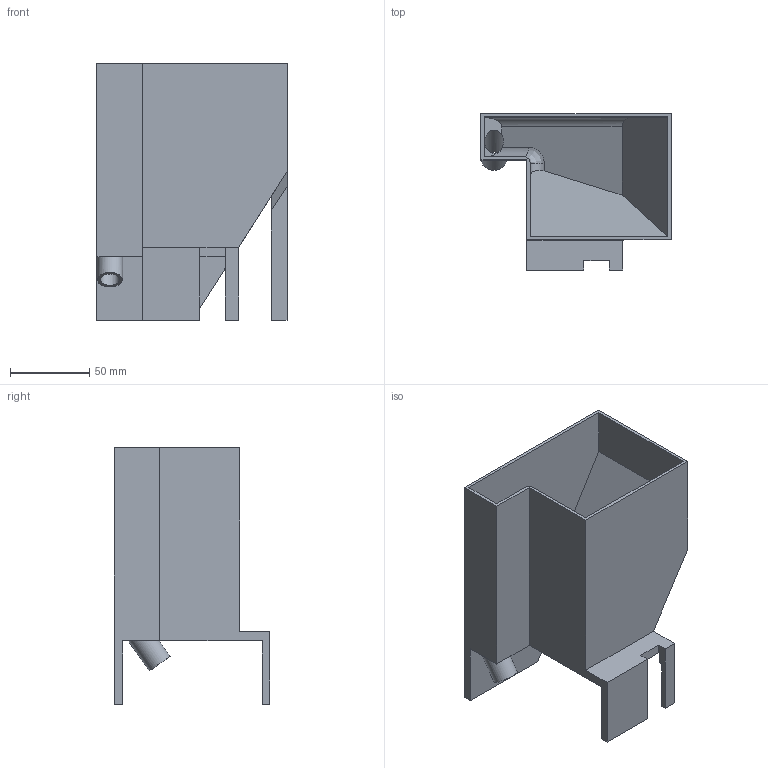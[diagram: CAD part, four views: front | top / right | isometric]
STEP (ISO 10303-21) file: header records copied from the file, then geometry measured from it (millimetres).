
FILE_DESCRIPTION(/* description */ (''),/* implementation_level */ '2;1');
FILE_NAME(/* name */ 'PowderContainer_2_Green.step',/* time_stamp */ '2024-01-19T11:39:52+01:00',/* author */ (''),/* organization */ (''),/* preprocessor_version */ 'ST-DEVELOPER v20',/* originating_system */ 'Autodesk Translation Framework v12.14.0.127',/* authorisation */ '');
FILE_SCHEMA (('AUTOMOTIVE_DESIGN { 1 0 10303 214 3 1 1 }'));
Length unit declared in the file: millimetre
Products named in the file (1): Container2
Bounding box: 120 x 98.5 x 162 mm (x, y, z)
Volume: 408821.6 mm3; surface area: 107228.2 mm2
Topology: 1 solids, 1 shells, 47 faces, 128 edges, 84 vertices
Faces by surface type: plane 40, cylinder 6, bspline 1
Full cylindrical faces by diameter (mm): 12 x1, 16 x1
Entity records: 1557 total; most frequent: CARTESIAN_POINT 311, ORIENTED_EDGE 256, DIRECTION 238, EDGE_CURVE 128, LINE 110, VECTOR 110, VERTEX_POINT 84, AXIS2_PLACEMENT_3D 64
